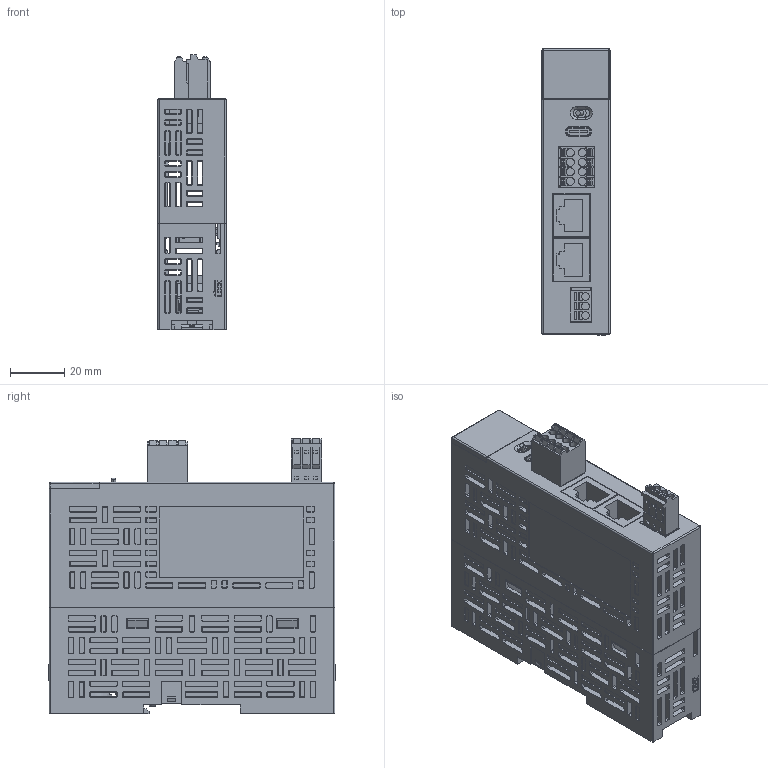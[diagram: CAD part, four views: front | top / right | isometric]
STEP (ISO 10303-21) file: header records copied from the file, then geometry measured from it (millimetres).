
FILE_DESCRIPTION((''),'2;1');
FILE_NAME('SC5-E4DS_ASM','2023-05-31T10:29:33',('Lenovo'),(''),'CREO PARAMETRIC BY PTC INC, 2020033','CREO PARAMETRIC BY PTC INC, 2020033','');
FILE_SCHEMA(('CONFIG_CONTROL_DESIGN'));
Products named in the file (17): SC5-E4DS-COVER; R1EC-A20-PCB-I; OQ381-RIGHT-ANGLE; LED-CE; 24PIN-CHAZUO-NEW; RT7-ST-0001-100M_1; 4PIN-X2_1; DIAL-SWITCH_1; TYPE-C-CE; R1EC-A20-PCB-I_ASM; R1EC-A20-JINGPIAN; 4PIN-X2-CHATOU; SC5-E4DS-BASE; MS2-32A4-XIAOGAIBAN; DIANCHIHE-165; WJ15EDGKN-3R5-XXP-3PIN; SC5-E4DS_ASM
Assembly tree (20 placements, depth 3):
  SC5-E4DS_ASM
    SC5-E4DS-COVER
    R1EC-A20-PCB-I_ASM
      R1EC-A20-PCB-I
      OQ381-RIGHT-ANGLE
      LED-CE  x4
      24PIN-CHAZUO-NEW
      RT7-ST-0001-100M_1  x2
      4PIN-X2_1
      DIAL-SWITCH_1
      TYPE-C-CE
    R1EC-A20-JINGPIAN
    4PIN-X2-CHATOU
    SC5-E4DS-BASE
    MS2-32A4-XIAOGAIBAN
    DIANCHIHE-165
    WJ15EDGKN-3R5-XXP-3PIN
Bounding box: 25 x 105.4 x 101.2 mm (x, y, z)
Volume: 72772.8 mm3; surface area: 90562.8 mm2
Topology: 19 solids, 19 shells, 5011 faces, 13736 edges, 9089 vertices
Faces by surface type: plane 3494, cone 1130, cylinder 375, torus 8, sphere 2, bspline 2
Entity records: 155849 total; most frequent: CARTESIAN_POINT 30115, ORIENTED_EDGE 26676, DIRECTION 24735, EDGE_CURVE 13338, VECTOR 10263, LINE 10263, VERTEX_POINT 8821, AXIS2_PLACEMENT_3D 7236
